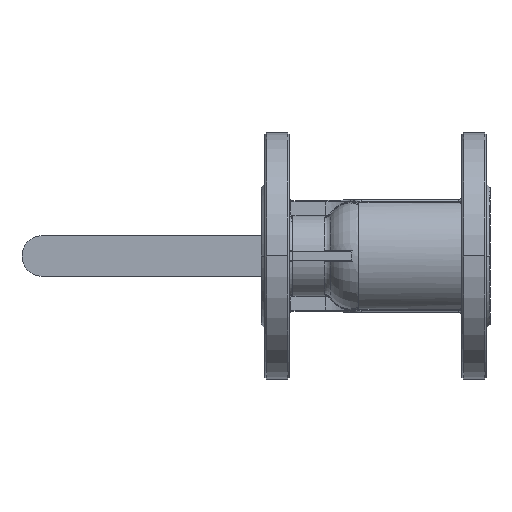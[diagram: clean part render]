
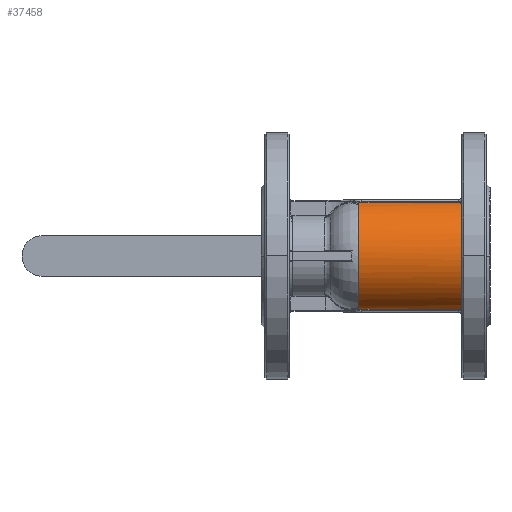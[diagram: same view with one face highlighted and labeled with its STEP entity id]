
A CAD part, front view. The second image highlights one B-rep face of the part: STEP entity #37458.
In plain terms, the highlighted cylindrical face has radius 33 mm (diameter 66 mm), a partial arc.
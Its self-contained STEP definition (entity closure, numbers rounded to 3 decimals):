
#12447=ORIENTED_EDGE('',*,*,#20155,.F.);
#12448=ORIENTED_EDGE('',*,*,#20156,.F.);
#12449=ORIENTED_EDGE('',*,*,#20157,.F.);
#12450=ORIENTED_EDGE('',*,*,#20158,.F.);
#20155=EDGE_CURVE('',#26483,#26484,#32349,.F.);
#20156=EDGE_CURVE('',#26485,#26483,#32350,.F.);
#20157=EDGE_CURVE('',#26486,#26485,#32351,.F.);
#20158=EDGE_CURVE('',#26484,#26486,#32352,.F.);
#26483=VERTEX_POINT('',#58366);
#26484=VERTEX_POINT('',#58367);
#26485=VERTEX_POINT('',#58372);
#26486=VERTEX_POINT('',#58384);
#32349=B_SPLINE_CURVE_WITH_KNOTS('',3,(#58355,#58356,#58357,#58358,#58359,
#58360,#58361,#58362,#58363,#58364,#58365),.UNSPECIFIED.,.F.,.F.,(4,1,1,
1,1,1,1,1,4),(0.,0.125,0.25,0.375,0.5,0.625,0.75,0.875,1.),
 .UNSPECIFIED.);
#32350=B_SPLINE_CURVE_WITH_KNOTS('',3,(#58368,#58369,#58370,#58371),
 .UNSPECIFIED.,.F.,.F.,(4,4),(0.,1.),
 .UNSPECIFIED.);
#32351=B_SPLINE_CURVE_WITH_KNOTS('',3,(#58373,#58374,#58375,#58376,#58377,
#58378,#58379,#58380,#58381,#58382,#58383),.UNSPECIFIED.,.F.,.F.,(4,1,1,
1,1,1,1,1,4),(0.,0.125,0.25,0.375,0.5,0.625,0.75,0.875,1.),
 .UNSPECIFIED.);
#32352=B_SPLINE_CURVE_WITH_KNOTS('',3,(#58385,#58386,#58387,#58388),
 .UNSPECIFIED.,.F.,.F.,(4,4),(0.,1.),
 .UNSPECIFIED.);
#33627=EDGE_LOOP('',(#12447,#12448,#12449,#12450));
#35407=FACE_BOUND('',#33627,.T.);
#37193=CYLINDRICAL_SURFACE('',#47284,33.);
#37458=ADVANCED_FACE('',(#35407),#37193,.T.);
#47284=AXIS2_PLACEMENT_3D('',#58354,#49591,#49592);
#49591=DIRECTION('',(1.,0.,0.));
#49592=DIRECTION('',(0.,0.,-1.));
#58354=CARTESIAN_POINT('',(19.747,0.,0.));
#58355=CARTESIAN_POINT('',(-9.506,-12.891,30.378));
#58356=CARTESIAN_POINT('',(-9.506,-15.851,29.122));
#58357=CARTESIAN_POINT('',(-9.506,-21.402,25.738));
#58358=CARTESIAN_POINT('',(-9.506,-27.912,18.477));
#58359=CARTESIAN_POINT('',(-9.506,-32.053,9.648));
#58360=CARTESIAN_POINT('',(-9.506,-33.474,0.));
#58361=CARTESIAN_POINT('',(-9.506,-32.053,-9.648));
#58362=CARTESIAN_POINT('',(-9.506,-27.912,-18.477));
#58363=CARTESIAN_POINT('',(-9.506,-21.402,-25.738));
#58364=CARTESIAN_POINT('',(-9.506,-15.851,-29.122));
#58365=CARTESIAN_POINT('',(-9.506,-12.891,-30.378));
#58366=CARTESIAN_POINT('',(-9.506,-12.793,-30.148));
#58367=CARTESIAN_POINT('',(-9.506,-12.793,30.148));
#58368=CARTESIAN_POINT('',(-9.506,-12.891,-30.378));
#58369=CARTESIAN_POINT('',(9.996,-12.891,-30.378));
#58370=CARTESIAN_POINT('',(29.498,-12.891,-30.378));
#58371=CARTESIAN_POINT('',(49.,-12.891,-30.378));
#58372=CARTESIAN_POINT('',(49.,-12.793,-30.148));
#58373=CARTESIAN_POINT('',(49.,-12.891,-30.378));
#58374=CARTESIAN_POINT('',(49.,-15.851,-29.122));
#58375=CARTESIAN_POINT('',(49.,-21.402,-25.738));
#58376=CARTESIAN_POINT('',(49.,-27.912,-18.477));
#58377=CARTESIAN_POINT('',(49.,-32.053,-9.648));
#58378=CARTESIAN_POINT('',(49.,-33.474,0.));
#58379=CARTESIAN_POINT('',(49.,-32.053,9.648));
#58380=CARTESIAN_POINT('',(49.,-27.912,18.477));
#58381=CARTESIAN_POINT('',(49.,-21.402,25.738));
#58382=CARTESIAN_POINT('',(49.,-15.851,29.122));
#58383=CARTESIAN_POINT('',(49.,-12.891,30.378));
#58384=CARTESIAN_POINT('',(49.,-12.793,30.148));
#58385=CARTESIAN_POINT('',(49.,-12.891,30.378));
#58386=CARTESIAN_POINT('',(29.498,-12.891,30.378));
#58387=CARTESIAN_POINT('',(9.996,-12.891,30.378));
#58388=CARTESIAN_POINT('',(-9.506,-12.891,30.378));
